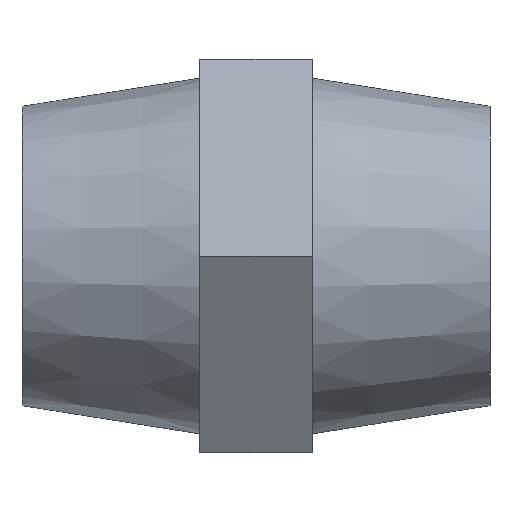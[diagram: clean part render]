
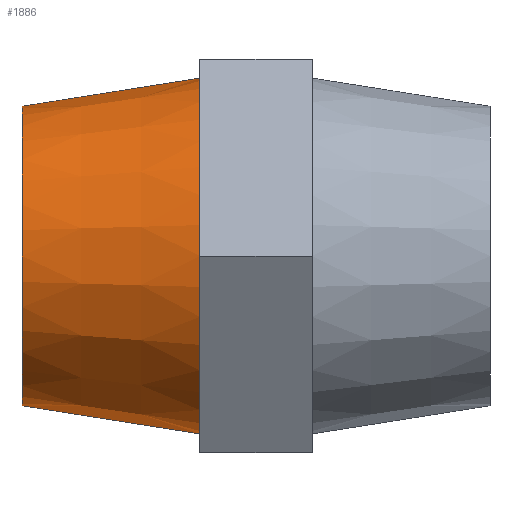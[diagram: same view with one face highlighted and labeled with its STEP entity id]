
A CAD part, left-side view. The second image highlights one B-rep face of the part: STEP entity #1886.
In plain terms, the highlighted conical face has half-angle 8.973 degrees and reference radius 9.5 mm.
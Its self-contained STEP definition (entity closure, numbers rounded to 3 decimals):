
#122 = CARTESIAN_POINT ( 'NONE',  ( 0., 3., 9.5 ) ) ;
#231 = AXIS2_PLACEMENT_3D ( 'NONE', #1240, #1478, #3002 ) ;
#273 = CIRCLE ( 'NONE', #1664, 8. ) ;
#320 = DIRECTION ( 'NONE',  ( 0., -0.988, -0.156 ) ) ;
#359 = EDGE_LOOP ( 'NONE', ( #2214, #2962, #2073, #2817 ) ) ;
#469 = DIRECTION ( 'NONE',  ( 0., 0., -1. ) ) ;
#545 = VERTEX_POINT ( 'NONE', #2706 ) ;
#801 = LINE ( 'NONE', #1493, #3113 ) ;
#890 = DIRECTION ( 'NONE',  ( 0., -1., 0. ) ) ;
#907 = DIRECTION ( 'NONE',  ( 0., -1., 0. ) ) ;
#1110 = VERTEX_POINT ( 'NONE', #1460 ) ;
#1167 = DIRECTION ( 'NONE',  ( 0., 0., -1. ) ) ;
#1172 = EDGE_CURVE ( 'NONE', #1110, #2787, #1720, .T. ) ;
#1240 = CARTESIAN_POINT ( 'NONE',  ( 0., 3., 0. ) ) ;
#1424 = VERTEX_POINT ( 'NONE', #2369 ) ;
#1460 = CARTESIAN_POINT ( 'NONE',  ( 0., 3., 9.5 ) ) ;
#1478 = DIRECTION ( 'NONE',  ( 0., -1., 0. ) ) ;
#1493 = CARTESIAN_POINT ( 'NONE',  ( 0., 3., -9.5 ) ) ;
#1598 = LINE ( 'NONE', #122, #2062 ) ;
#1664 = AXIS2_PLACEMENT_3D ( 'NONE', #2134, #890, #469 ) ;
#1720 = CIRCLE ( 'NONE', #231, 9.5 ) ;
#1868 = EDGE_CURVE ( 'NONE', #1424, #545, #273, .T. ) ;
#1886 = ADVANCED_FACE ( 'NONE', ( #2406 ), #2905, .T. ) ;
#2062 = VECTOR ( 'NONE', #2113, 1000. ) ;
#2073 = ORIENTED_EDGE ( 'NONE', *, *, #2948, .T. ) ;
#2113 = DIRECTION ( 'NONE',  ( 0., -0.988, 0.156 ) ) ;
#2134 = CARTESIAN_POINT ( 'NONE',  ( 0., 12.5, 0. ) ) ;
#2145 = CARTESIAN_POINT ( 'NONE',  ( 0., 3., -9.5 ) ) ;
#2149 = CARTESIAN_POINT ( 'NONE',  ( 0., 3., 0. ) ) ;
#2214 = ORIENTED_EDGE ( 'NONE', *, *, #2662, .F. ) ;
#2369 = CARTESIAN_POINT ( 'NONE',  ( 0., 12.5, 8. ) ) ;
#2406 = FACE_OUTER_BOUND ( 'NONE', #359, .T. ) ;
#2662 = EDGE_CURVE ( 'NONE', #1424, #1110, #1598, .T. ) ;
#2706 = CARTESIAN_POINT ( 'NONE',  ( 0., 12.5, -8. ) ) ;
#2787 = VERTEX_POINT ( 'NONE', #2145 ) ;
#2794 = AXIS2_PLACEMENT_3D ( 'NONE', #2149, #907, #1167 ) ;
#2817 = ORIENTED_EDGE ( 'NONE', *, *, #1172, .F. ) ;
#2905 = CONICAL_SURFACE ( 'NONE', #2794, 9.5, 0.157 ) ;
#2948 = EDGE_CURVE ( 'NONE', #545, #2787, #801, .T. ) ;
#2962 = ORIENTED_EDGE ( 'NONE', *, *, #1868, .T. ) ;
#3002 = DIRECTION ( 'NONE',  ( 0., 0., -1. ) ) ;
#3113 = VECTOR ( 'NONE', #320, 1000. ) ;
